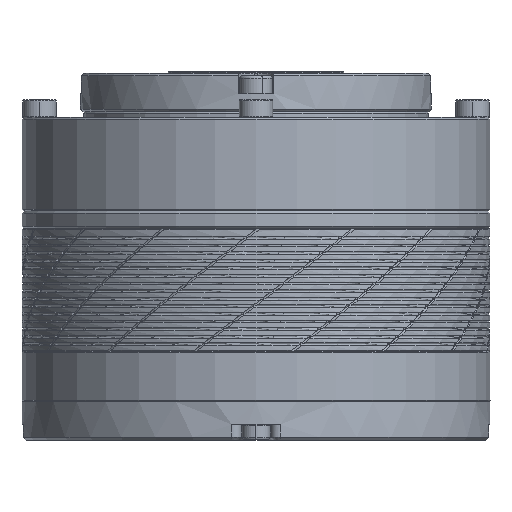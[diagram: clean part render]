
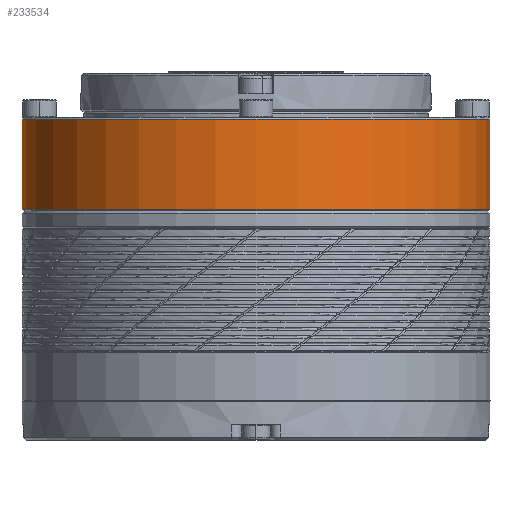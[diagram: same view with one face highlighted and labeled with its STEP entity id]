
A CAD part, left-side view. The second image highlights one B-rep face of the part: STEP entity #233534.
In plain terms, the highlighted cylindrical face has radius 40 mm (diameter 80 mm), a partial arc.
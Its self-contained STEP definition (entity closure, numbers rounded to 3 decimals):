
#76819=CARTESIAN_POINT('',(0.,0.,14.85));
#76820=DIRECTION('',(0.,0.,1.));
#76821=DIRECTION('',(0.,1.,0.));
#76822=AXIS2_PLACEMENT_3D('',#76819,#76820,#76821);
#76833=DIRECTION('',(0.,0.,-1.));
#76834=VECTOR('',#76833,15.4);
#76835=CARTESIAN_POINT('',(0.,40.,30.25));
#76836=LINE('',#76835,#76834);
#77467=CARTESIAN_POINT('',(0.,0.,30.25));
#77468=DIRECTION('',(0.,0.,-1.));
#77469=DIRECTION('',(0.,-1.,0.));
#77470=AXIS2_PLACEMENT_3D('',#77467,#77468,#77469);
#77482=DIRECTION('',(0.,0.,-1.));
#77483=VECTOR('',#77482,15.4);
#77484=CARTESIAN_POINT('',(0.,-40.,30.25));
#77485=LINE('',#77484,#77483);
#95441=CARTESIAN_POINT('',(0.,-40.,30.25));
#95442=CARTESIAN_POINT('',(0.,40.,30.25));
#95443=VERTEX_POINT('',#95441);
#95444=VERTEX_POINT('',#95442);
#95445=CARTESIAN_POINT('',(0.,40.,14.85));
#95446=VERTEX_POINT('',#95445);
#95447=CARTESIAN_POINT('',(0.,-40.,14.85));
#95448=VERTEX_POINT('',#95447);
#233523=CARTESIAN_POINT('',(0.,0.,14.55));
#233524=DIRECTION('',(0.,0.,-1.));
#233525=DIRECTION('',(0.,1.,0.));
#233526=AXIS2_PLACEMENT_3D('',#233523,#233524,#233525);
#233527=CYLINDRICAL_SURFACE('',#233526,40.);
#233528=ORIENTED_EDGE('',*,*,#232358,.T.);
#233529=ORIENTED_EDGE('',*,*,#232313,.F.);
#233530=ORIENTED_EDGE('',*,*,#232355,.F.);
#233531=ORIENTED_EDGE('',*,*,#233504,.F.);
#233532=EDGE_LOOP('',(#233528,#233529,#233530,#233531));
#233533=FACE_OUTER_BOUND('',#233532,.F.);
#233534=ADVANCED_FACE('',(#233533),#233527,.T.);
#76823=CIRCLE('',#76822,40.);
#77471=CIRCLE('',#77470,40.);
#232313=EDGE_CURVE('',#95446,#95448,#76823,.T.);
#232355=EDGE_CURVE('',#95444,#95446,#76836,.T.);
#232358=EDGE_CURVE('',#95443,#95448,#77485,.T.);
#233504=EDGE_CURVE('',#95443,#95444,#77471,.T.);
